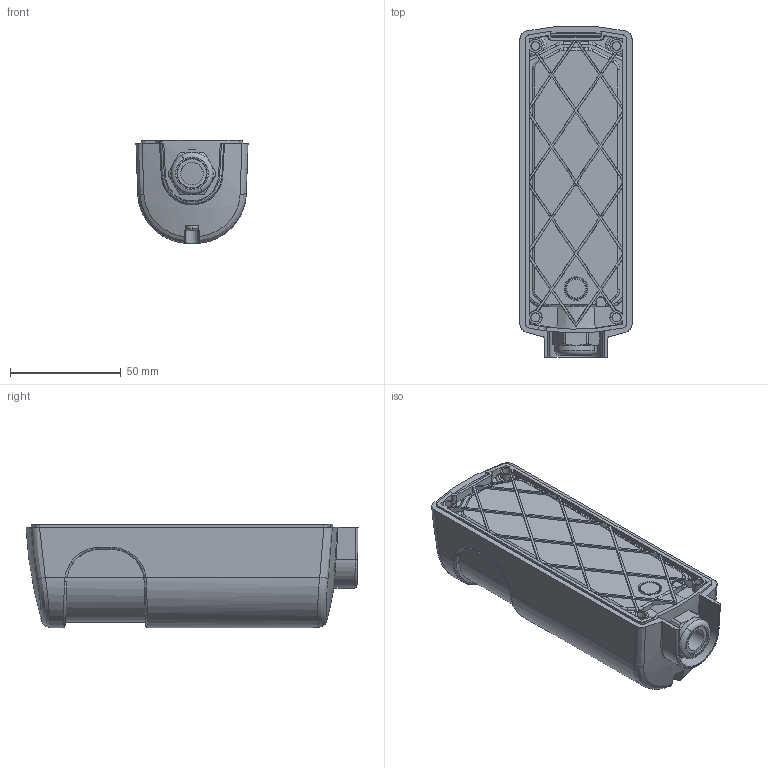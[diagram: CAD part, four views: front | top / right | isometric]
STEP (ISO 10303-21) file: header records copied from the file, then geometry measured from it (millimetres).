
FILE_DESCRIPTION(('Creo Elements/Direct Modeling STEP Export'),'2;1');
FILE_NAME('PD140-til-kunde.stp','2016-02-08T14:05:05',('Palle Edslev '),('EDSLEV A/S'),'Creo Elements/Direct Modeling STEP processor for AP214 (Solid Model)','Creo Elements/Direct Modeling 18.1H 24-Oct-2015 (C) Parametric Technology GmbH','');
FILE_SCHEMA(('AUTOMOTIVE_DESIGN { 1 0 10303 214 1 1 1 1 }'));
Length unit declared in the file: millimetre
Products named in the file (2): PD140-til-kunde
Assembly tree (1 placements, depth 2):
  PD140-til-kunde
    PD140-til-kunde
Bounding box: 50.58 x 149.75 x 46.5 mm (x, y, z)
Volume: 263272.8 mm3; surface area: 32492 mm2
Topology: 1 solids, 2 shells, 435 faces, 1191 edges, 772 vertices
Faces by surface type: plane 213, cylinder 106, bspline 62, cone 27, torus 24, sphere 2, revolution 1
Entity records: 26345 total; most frequent: CARTESIAN_POINT 16119, ORIENTED_EDGE 2378, DIRECTION 1484, EDGE_CURVE 1189, VERTEX_POINT 772, VECTOR 556, LINE 556, AXIS2_PLACEMENT_3D 463
